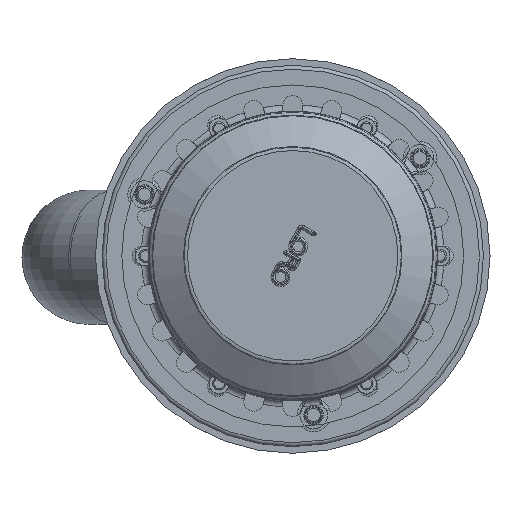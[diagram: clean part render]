
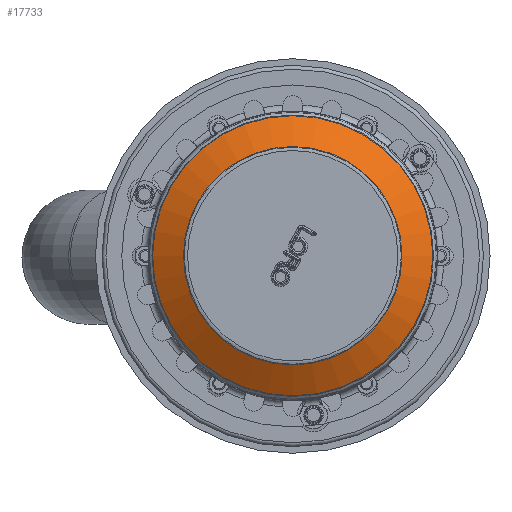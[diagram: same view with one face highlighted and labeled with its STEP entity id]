
A CAD part, top view. The second image highlights one B-rep face of the part: STEP entity #17733.
In plain terms, the highlighted conical face has half-angle 59.744 degrees and reference radius 950.348 mm.
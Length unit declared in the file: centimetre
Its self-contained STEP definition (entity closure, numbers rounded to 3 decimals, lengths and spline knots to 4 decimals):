
#1409=CONICAL_SURFACE('',#19633,95.0348,1.043);
#1959=LINE('',#30994,#2900);
#2900=VECTOR('',#23858,95.0348);
#4291=FACE_OUTER_BOUND('',#5496,.T.);
#5496=EDGE_LOOP('',(#14355,#14356,#14357,#14358,#14359,#14360));
#6732=CIRCLE('',#19629,83.0464);
#6735=CIRCLE('',#19632,83.0464);
#6736=CIRCLE('',#19634,107.0232);
#6737=CIRCLE('',#19635,107.0232);
#8044=VERTEX_POINT('',#30982);
#8045=VERTEX_POINT('',#30983);
#8047=VERTEX_POINT('',#30990);
#8048=VERTEX_POINT('',#30991);
#10258=EDGE_CURVE('',#8044,#8045,#6732,.T.);
#10261=EDGE_CURVE('',#8045,#8044,#6735,.T.);
#10262=EDGE_CURVE('',#8047,#8048,#6736,.T.);
#10263=EDGE_CURVE('',#8048,#8047,#6737,.T.);
#10264=EDGE_CURVE('',#8048,#8045,#1959,.T.);
#14355=ORIENTED_EDGE('',*,*,#10262,.F.);
#14356=ORIENTED_EDGE('',*,*,#10263,.F.);
#14357=ORIENTED_EDGE('',*,*,#10264,.T.);
#14358=ORIENTED_EDGE('',*,*,#10261,.T.);
#14359=ORIENTED_EDGE('',*,*,#10258,.T.);
#14360=ORIENTED_EDGE('',*,*,#10264,.F.);
#17733=ADVANCED_FACE('',(#4291),#1409,.T.);
#19629=AXIS2_PLACEMENT_3D('',#30984,#23844,#23845);
#19632=AXIS2_PLACEMENT_3D('',#30988,#23850,#23851);
#19633=AXIS2_PLACEMENT_3D('',#30989,#23852,#23853);
#19634=AXIS2_PLACEMENT_3D('',#30992,#23854,#23855);
#19635=AXIS2_PLACEMENT_3D('',#30993,#23856,#23857);
#23844=DIRECTION('center_axis',(0.,-1.,0.));
#23845=DIRECTION('ref_axis',(1.,0.,0.));
#23850=DIRECTION('center_axis',(0.,-1.,0.));
#23851=DIRECTION('ref_axis',(1.,0.,0.));
#23852=DIRECTION('center_axis',(0.,-1.,0.));
#23853=DIRECTION('ref_axis',(-1.,0.,0.));
#23854=DIRECTION('center_axis',(0.,-1.,0.));
#23855=DIRECTION('ref_axis',(1.,0.,0.));
#23856=DIRECTION('center_axis',(0.,-1.,0.));
#23857=DIRECTION('ref_axis',(1.,0.,0.));
#23858=DIRECTION('',(-0.864,0.504,0.));
#30982=CARTESIAN_POINT('',(943.1671,424.2926,84.6714));
#30983=CARTESIAN_POINT('',(1026.2135,424.2926,1.625));
#30984=CARTESIAN_POINT('Origin',(943.1671,424.2926,1.625));
#30988=CARTESIAN_POINT('Origin',(943.1671,424.2926,1.625));
#30989=CARTESIAN_POINT('Origin',(943.1671,417.2994,1.625));
#30990=CARTESIAN_POINT('',(943.1671,410.3061,108.6482));
#30991=CARTESIAN_POINT('',(1050.1903,410.3061,1.625));
#30992=CARTESIAN_POINT('Origin',(943.1671,410.3061,1.625));
#30993=CARTESIAN_POINT('Origin',(943.1671,410.3061,1.625));
#30994=CARTESIAN_POINT('',(1038.2019,417.2994,1.625));
